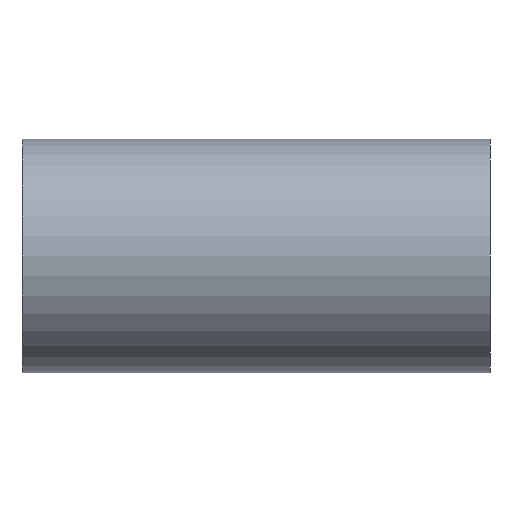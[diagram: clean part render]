
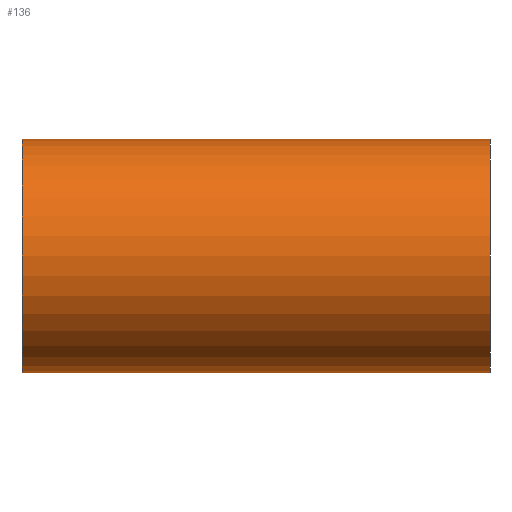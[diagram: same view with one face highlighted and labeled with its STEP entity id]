
A CAD part, left-side view. The second image highlights one B-rep face of the part: STEP entity #136.
In plain terms, the highlighted cylindrical face has radius 12.696 mm (diameter 25.392 mm), a partial arc.
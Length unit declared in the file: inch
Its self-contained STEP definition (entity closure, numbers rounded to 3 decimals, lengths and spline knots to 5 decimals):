
#4 = CARTESIAN_POINT ( 'NONE',  ( 0., 0., -0.49985 ) ) ;
#7 = CYLINDRICAL_SURFACE ( 'NONE', #215, 0.49985 ) ;
#16 = LINE ( 'NONE', #110, #98 ) ;
#20 = DIRECTION ( 'NONE',  ( 0., 1., 0. ) ) ;
#22 = ORIENTED_EDGE ( 'NONE', *, *, #237, .F. ) ;
#32 = LINE ( 'NONE', #65, #197 ) ;
#33 = CARTESIAN_POINT ( 'NONE',  ( 0., 0., 0. ) ) ;
#47 = CARTESIAN_POINT ( 'NONE',  ( 0., 2., -0.49985 ) ) ;
#49 = CARTESIAN_POINT ( 'NONE',  ( 0., 0., 0.49985 ) ) ;
#53 = CARTESIAN_POINT ( 'NONE',  ( 0., 2., 0.49985 ) ) ;
#62 = EDGE_LOOP ( 'NONE', ( #22, #143, #100, #134 ) ) ;
#65 = CARTESIAN_POINT ( 'NONE',  ( 0., 2., -0.49985 ) ) ;
#66 = VERTEX_POINT ( 'NONE', #53 ) ;
#80 = DIRECTION ( 'NONE',  ( 0., -1., 0. ) ) ;
#90 = CARTESIAN_POINT ( 'NONE',  ( 0., 2., 0. ) ) ;
#91 = DIRECTION ( 'NONE',  ( 0., 0., 1. ) ) ;
#96 = FACE_OUTER_BOUND ( 'NONE', #62, .T. ) ;
#98 = VECTOR ( 'NONE', #162, 39.37008 ) ;
#100 = ORIENTED_EDGE ( 'NONE', *, *, #145, .T. ) ;
#110 = CARTESIAN_POINT ( 'NONE',  ( 0., 2., 0.49985 ) ) ;
#132 = CIRCLE ( 'NONE', #218, 0.49985 ) ;
#134 = ORIENTED_EDGE ( 'NONE', *, *, #161, .T. ) ;
#136 = ADVANCED_FACE ( 'NONE', ( #96 ), #7, .T. ) ;
#143 = ORIENTED_EDGE ( 'NONE', *, *, #165, .F. ) ;
#145 = EDGE_CURVE ( 'NONE', #160, #179, #32, .T. ) ;
#155 = DIRECTION ( 'NONE',  ( 0., 0., -1. ) ) ;
#157 = CARTESIAN_POINT ( 'NONE',  ( 0., 2., 0. ) ) ;
#160 = VERTEX_POINT ( 'NONE', #47 ) ;
#161 = EDGE_CURVE ( 'NONE', #179, #252, #170, .T. ) ;
#162 = DIRECTION ( 'NONE',  ( 0., -1., 0. ) ) ;
#165 = EDGE_CURVE ( 'NONE', #160, #66, #132, .T. ) ;
#170 = CIRCLE ( 'NONE', #213, 0.49985 ) ;
#172 = DIRECTION ( 'NONE',  ( 0., -1., 0. ) ) ;
#179 = VERTEX_POINT ( 'NONE', #4 ) ;
#197 = VECTOR ( 'NONE', #80, 39.37008 ) ;
#199 = DIRECTION ( 'NONE',  ( 0., 1., 0. ) ) ;
#213 = AXIS2_PLACEMENT_3D ( 'NONE', #33, #199, #223 ) ;
#215 = AXIS2_PLACEMENT_3D ( 'NONE', #157, #172, #155 ) ;
#218 = AXIS2_PLACEMENT_3D ( 'NONE', #90, #20, #91 ) ;
#223 = DIRECTION ( 'NONE',  ( 0., 0., 1. ) ) ;
#237 = EDGE_CURVE ( 'NONE', #66, #252, #16, .T. ) ;
#252 = VERTEX_POINT ( 'NONE', #49 ) ;
